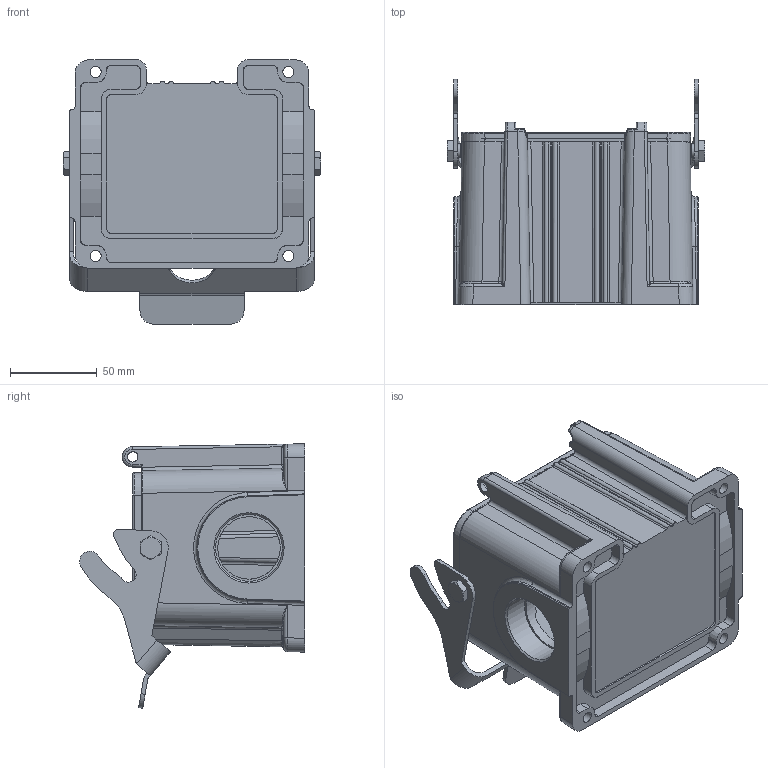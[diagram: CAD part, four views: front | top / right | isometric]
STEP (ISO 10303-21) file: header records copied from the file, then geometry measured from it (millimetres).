
FILE_DESCRIPTION(/* description */ (''),/* implementation_level */ '2;1');
FILE_NAME(/* name */ '3D_1240482251005_HV48B-SF-1L_S-M40_V1.1.stp',/* time_stamp */ '2024-01-02T17:42:03+08:00',/* author */ (''),/* organization */ (''),/* preprocessor_version */ 'ST-DEVELOPER v18.1',/* originating_system */ 'SIEMENS PLM Software NX 1980',/* authorisation */ '');
FILE_SCHEMA (('AP203_CONFIGURATION_CONTROLLED_3D_DESIGN_OF_MECHANICAL_PARTS_AND_ASSEMBLIES_MIM_LF { 1 0 10303 403 2 1 2}'));
Length unit declared in the file: millimetre
Products named in the file (1): 3D_1240482251004_HV48B-SF-1L_S-M32_V1.1_stp
Bounding box: 148.3 x 129.66 x 152.33 mm (x, y, z)
Volume: 453095.7 mm3; surface area: 146922.3 mm2
Topology: 5 solids, 5 shells, 789 faces, 1956 edges, 1197 vertices
Faces by surface type: cylinder 328, plane 257, bspline 151, cone 22, sphere 16, torus 15
Full cylindrical faces by diameter (mm): 2.7 x8, 3.5 x8, 4.2 x1, 4.8 x4, 6 x2, 6.5 x4, 6.8 x1, 7.84 x2, 8.1 x2, 36 x1, 38.5 x2
Entity records: 26671 total; most frequent: CARTESIAN_POINT 8526, ORIENTED_EDGE 3774, DIRECTION 3759, EDGE_CURVE 1887, AXIS2_PLACEMENT_3D 1438, VERTEX_POINT 1181, EDGE_LOOP 886, LINE 883
